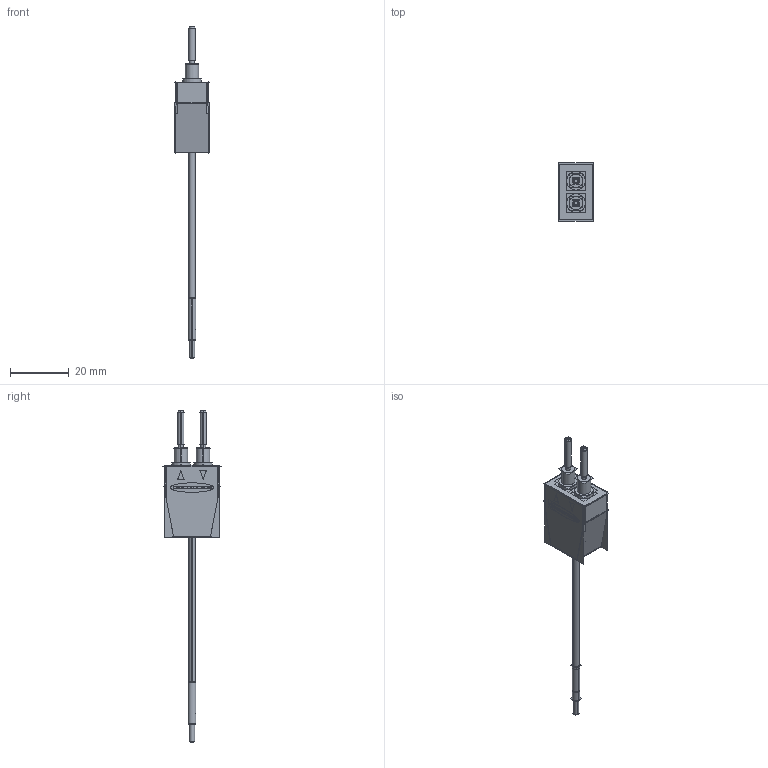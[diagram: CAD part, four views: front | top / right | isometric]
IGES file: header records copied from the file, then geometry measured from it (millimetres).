
Start section:  PTC IGES file: 191569.igs
Global section: file name: 191569.igs; native system: Creo Parametric by Parametric Technology Corporation; preprocessor: 2013230; author: pdmadmin; organization: Unknown; date: 20160216.153156; units: millimetre
Bounding box: 11.89 x 19.81 x 113.15 mm (x, y, z)
Volume: 3718.5 mm3; surface area: 19294 mm2
Topology: 15 solids, 15 shells, 1152 faces, 5874 edges, 7400 vertices
Faces by surface type: bspline 628, revolution 524
